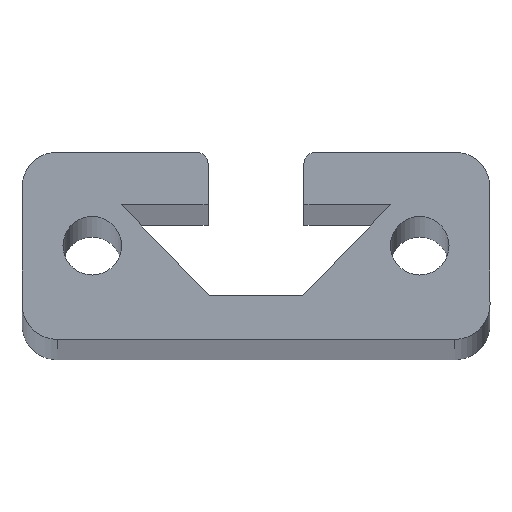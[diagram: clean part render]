
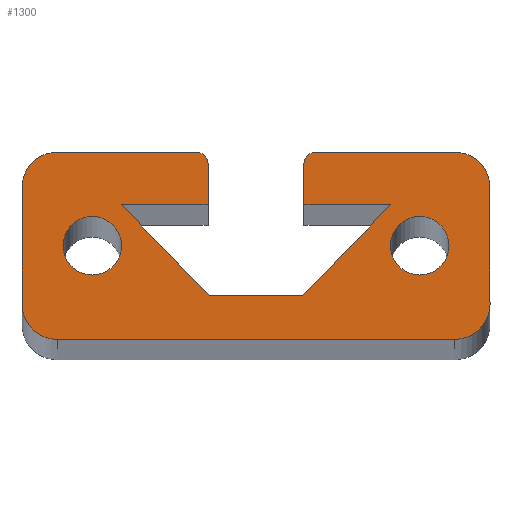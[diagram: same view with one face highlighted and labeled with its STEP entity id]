
A CAD part, top view. The second image highlights one B-rep face of the part: STEP entity #1300.
In plain terms, the highlighted face is planar.
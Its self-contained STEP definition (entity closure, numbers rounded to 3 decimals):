
#606=CIRCLE('',#1230,1.);
#608=CIRCLE('',#1240,1.);
#610=CIRCLE('',#1244,3.);
#612=CIRCLE('',#1248,3.);
#614=CIRCLE('',#1252,3.);
#616=CIRCLE('',#1256,3.);
#618=CIRCLE('',#1259,2.5);
#619=CIRCLE('',#1260,2.5);
#702=ORIENTED_EDGE('',*,*,#922,.T.);
#703=ORIENTED_EDGE('',*,*,#871,.T.);
#704=ORIENTED_EDGE('',*,*,#875,.T.);
#705=ORIENTED_EDGE('',*,*,#878,.T.);
#706=ORIENTED_EDGE('',*,*,#881,.T.);
#707=ORIENTED_EDGE('',*,*,#884,.T.);
#708=ORIENTED_EDGE('',*,*,#887,.T.);
#709=ORIENTED_EDGE('',*,*,#890,.T.);
#710=ORIENTED_EDGE('',*,*,#893,.T.);
#711=ORIENTED_EDGE('',*,*,#896,.T.);
#712=ORIENTED_EDGE('',*,*,#899,.T.);
#713=ORIENTED_EDGE('',*,*,#902,.T.);
#714=ORIENTED_EDGE('',*,*,#905,.T.);
#715=ORIENTED_EDGE('',*,*,#908,.T.);
#716=ORIENTED_EDGE('',*,*,#911,.T.);
#717=ORIENTED_EDGE('',*,*,#914,.T.);
#718=ORIENTED_EDGE('',*,*,#917,.T.);
#719=ORIENTED_EDGE('',*,*,#920,.T.);
#720=ORIENTED_EDGE('',*,*,#924,.T.);
#721=ORIENTED_EDGE('',*,*,#925,.T.);
#747=VECTOR('',#987,1.);
#752=VECTOR('',#1000,1.);
#755=VECTOR('',#1005,1.);
#758=VECTOR('',#1010,1.);
#761=VECTOR('',#1015,1.);
#764=VECTOR('',#1020,1.);
#767=VECTOR('',#1025,1.);
#770=VECTOR('',#1030,1.);
#774=VECTOR('',#1042,1.);
#778=VECTOR('',#1054,1.);
#782=VECTOR('',#1066,1.);
#786=VECTOR('',#1078,1.);
#789=LINE('',#1111,#747);
#794=LINE('',#1125,#752);
#797=LINE('',#1131,#755);
#800=LINE('',#1137,#758);
#803=LINE('',#1143,#761);
#806=LINE('',#1149,#764);
#809=LINE('',#1155,#767);
#812=LINE('',#1161,#770);
#816=LINE('',#1173,#774);
#820=LINE('',#1185,#778);
#824=LINE('',#1197,#782);
#828=LINE('',#1209,#786);
#831=VERTEX_POINT('',#1108);
#832=VERTEX_POINT('',#1110);
#835=VERTEX_POINT('',#1117);
#837=VERTEX_POINT('',#1123);
#839=VERTEX_POINT('',#1129);
#841=VERTEX_POINT('',#1135);
#843=VERTEX_POINT('',#1141);
#845=VERTEX_POINT('',#1147);
#847=VERTEX_POINT('',#1153);
#849=VERTEX_POINT('',#1159);
#851=VERTEX_POINT('',#1165);
#853=VERTEX_POINT('',#1171);
#855=VERTEX_POINT('',#1177);
#857=VERTEX_POINT('',#1183);
#859=VERTEX_POINT('',#1189);
#861=VERTEX_POINT('',#1195);
#863=VERTEX_POINT('',#1201);
#865=VERTEX_POINT('',#1207);
#866=VERTEX_POINT('',#1215);
#867=VERTEX_POINT('',#1217);
#871=EDGE_CURVE('',#832,#831,#789,.T.);
#875=EDGE_CURVE('',#831,#835,#606,.T.);
#878=EDGE_CURVE('',#835,#837,#794,.T.);
#881=EDGE_CURVE('',#837,#839,#797,.T.);
#884=EDGE_CURVE('',#839,#841,#800,.T.);
#887=EDGE_CURVE('',#841,#843,#803,.T.);
#890=EDGE_CURVE('',#843,#845,#806,.T.);
#893=EDGE_CURVE('',#845,#847,#809,.T.);
#896=EDGE_CURVE('',#847,#849,#812,.T.);
#899=EDGE_CURVE('',#849,#851,#608,.T.);
#902=EDGE_CURVE('',#851,#853,#816,.T.);
#905=EDGE_CURVE('',#853,#855,#610,.T.);
#908=EDGE_CURVE('',#855,#857,#820,.T.);
#911=EDGE_CURVE('',#857,#859,#612,.T.);
#914=EDGE_CURVE('',#859,#861,#824,.T.);
#917=EDGE_CURVE('',#861,#863,#614,.T.);
#920=EDGE_CURVE('',#863,#865,#828,.T.);
#922=EDGE_CURVE('',#865,#832,#616,.T.);
#924=EDGE_CURVE('',#866,#866,#618,.T.);
#925=EDGE_CURVE('',#867,#867,#619,.T.);
#946=EDGE_LOOP('',(#702,#703,#704,#705,#706,#707,#708,#709,#710,#711,#712,
#713,#714,#715,#716,#717,#718,#719));
#947=EDGE_LOOP('',(#720));
#948=EDGE_LOOP('',(#721));
#974=FACE_BOUND('',#946,.T.);
#975=FACE_BOUND('',#947,.T.);
#976=FACE_BOUND('',#948,.T.);
#987=DIRECTION('',(0.,0.,-11.9));
#993=DIRECTION('',(-1.,0.,0.));
#994=DIRECTION('',(0.,1.,0.));
#1000=DIRECTION('',(0.,-3.5,0.));
#1005=DIRECTION('',(0.,0.,7.4));
#1010=DIRECTION('',(0.,-7.75,-7.5));
#1015=DIRECTION('',(0.,0.,-8.));
#1020=DIRECTION('',(0.,7.75,-7.5));
#1025=DIRECTION('',(0.,0.,7.4));
#1030=DIRECTION('',(0.,3.5,0.));
#1035=DIRECTION('',(-1.,0.,0.));
#1036=DIRECTION('',(0.,0.,1.));
#1042=DIRECTION('',(0.,0.,-11.9));
#1047=DIRECTION('',(-1.,0.,0.));
#1048=DIRECTION('',(0.,3.,0.));
#1054=DIRECTION('',(0.,-10.,0.));
#1059=DIRECTION('',(-1.,0.,0.));
#1060=DIRECTION('',(0.,0.,-3.));
#1066=DIRECTION('',(0.,0.,34.));
#1071=DIRECTION('',(-1.,0.,0.));
#1072=DIRECTION('',(0.,-3.,0.));
#1078=DIRECTION('',(0.,10.,0.));
#1082=DIRECTION('',(-1.,0.,0.));
#1083=DIRECTION('',(0.,0.,3.));
#1086=DIRECTION('',(-1.,0.,0.));
#1087=DIRECTION('',(0.,1.,0.));
#1088=DIRECTION('',(1.,0.,0.));
#1089=DIRECTION('',(0.,0.,-2.5));
#1090=DIRECTION('',(1.,0.,0.));
#1091=DIRECTION('',(0.,0.,-2.5));
#1108=CARTESIAN_POINT('',(0.,8.,5.1));
#1110=CARTESIAN_POINT('',(0.,8.,17.));
#1111=CARTESIAN_POINT('',(0.,8.,17.));
#1117=CARTESIAN_POINT('',(0.,7.,4.1));
#1119=CARTESIAN_POINT('',(0.,7.,5.1));
#1123=CARTESIAN_POINT('',(0.,3.5,4.1));
#1125=CARTESIAN_POINT('',(0.,7.,4.1));
#1129=CARTESIAN_POINT('',(0.,3.5,11.5));
#1131=CARTESIAN_POINT('',(0.,3.5,4.1));
#1135=CARTESIAN_POINT('',(0.,-4.25,4.));
#1137=CARTESIAN_POINT('',(0.,3.5,11.5));
#1141=CARTESIAN_POINT('',(0.,-4.25,-4.));
#1143=CARTESIAN_POINT('',(0.,-4.25,4.));
#1147=CARTESIAN_POINT('',(0.,3.5,-11.5));
#1149=CARTESIAN_POINT('',(0.,-4.25,-4.));
#1153=CARTESIAN_POINT('',(0.,3.5,-4.1));
#1155=CARTESIAN_POINT('',(0.,3.5,-11.5));
#1159=CARTESIAN_POINT('',(0.,7.,-4.1));
#1161=CARTESIAN_POINT('',(0.,3.5,-4.1));
#1165=CARTESIAN_POINT('',(0.,8.,-5.1));
#1167=CARTESIAN_POINT('',(0.,7.,-5.1));
#1171=CARTESIAN_POINT('',(0.,8.,-17.));
#1173=CARTESIAN_POINT('',(0.,8.,-5.1));
#1177=CARTESIAN_POINT('',(0.,5.,-20.));
#1179=CARTESIAN_POINT('',(0.,5.,-17.));
#1183=CARTESIAN_POINT('',(0.,-5.,-20.));
#1185=CARTESIAN_POINT('',(0.,5.,-20.));
#1189=CARTESIAN_POINT('',(0.,-8.,-17.));
#1191=CARTESIAN_POINT('',(0.,-5.,-17.));
#1195=CARTESIAN_POINT('',(0.,-8.,17.));
#1197=CARTESIAN_POINT('',(0.,-8.,-17.));
#1201=CARTESIAN_POINT('',(0.,-5.,20.));
#1203=CARTESIAN_POINT('',(0.,-5.,17.));
#1207=CARTESIAN_POINT('',(0.,5.,20.));
#1209=CARTESIAN_POINT('',(0.,-5.,20.));
#1212=CARTESIAN_POINT('',(0.,5.,17.));
#1214=CARTESIAN_POINT('',(0.,5.,20.));
#1215=CARTESIAN_POINT('',(0.,0.,-16.5));
#1216=CARTESIAN_POINT('',(0.,0.,-14.));
#1217=CARTESIAN_POINT('',(0.,0.,11.5));
#1218=CARTESIAN_POINT('',(0.,0.,14.));
#1230=AXIS2_PLACEMENT_3D('',#1119,#993,#994);
#1240=AXIS2_PLACEMENT_3D('',#1167,#1035,#1036);
#1244=AXIS2_PLACEMENT_3D('',#1179,#1047,#1048);
#1248=AXIS2_PLACEMENT_3D('',#1191,#1059,#1060);
#1252=AXIS2_PLACEMENT_3D('',#1203,#1071,#1072);
#1256=AXIS2_PLACEMENT_3D('',#1212,#1082,#1083);
#1258=AXIS2_PLACEMENT_3D('',#1214,#1086,#1087);
#1259=AXIS2_PLACEMENT_3D('',#1216,#1088,#1089);
#1260=AXIS2_PLACEMENT_3D('',#1218,#1090,#1091);
#1280=PLANE('',#1258);
#1300=ADVANCED_FACE('',(#974,#975,#976),#1280,.T.);
